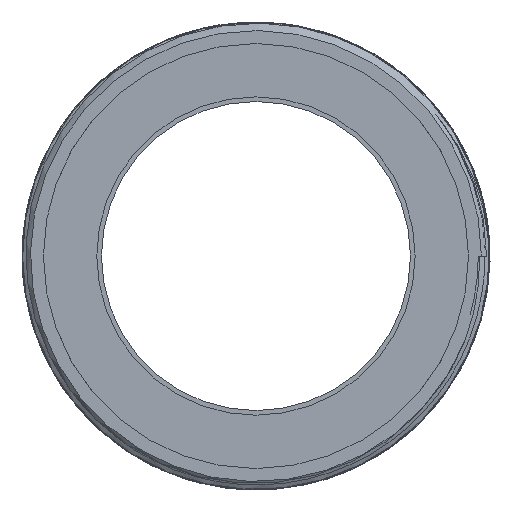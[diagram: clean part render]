
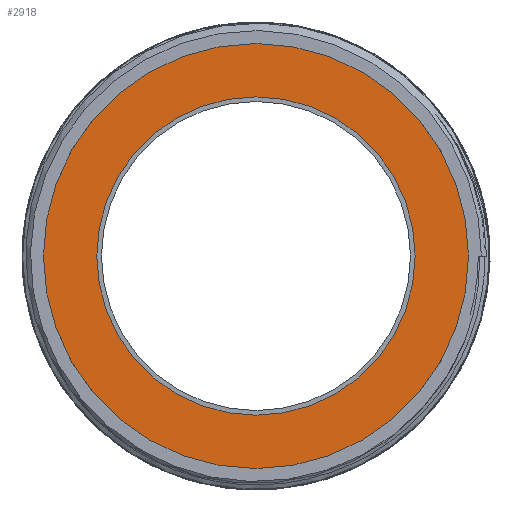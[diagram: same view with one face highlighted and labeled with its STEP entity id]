
A CAD part, left-side view. The second image highlights one B-rep face of the part: STEP entity #2918.
In plain terms, the highlighted planar face has unit normal (-1, 0, 0).
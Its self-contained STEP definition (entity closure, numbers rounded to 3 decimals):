
#1062 = AXIS2_PLACEMENT_3D ( 'NONE', #22354, #22627, #12802 ) ;
#2115 = VERTEX_POINT ( 'NONE', #27626 ) ;
#2918 = ADVANCED_FACE ( 'NONE', ( #38875, #11244 ), #29199, .T. ) ;
#3607 = CIRCLE ( 'NONE', #20167, 20.6 ) ;
#4593 = DIRECTION ( 'NONE',  ( 0., 0., 1. ) ) ;
#11244 = FACE_OUTER_BOUND ( 'NONE', #15194, .T. ) ;
#12802 = DIRECTION ( 'NONE',  ( 0., 0., 1. ) ) ;
#14139 = CARTESIAN_POINT ( 'NONE',  ( 0., 0., 0. ) ) ;
#14705 = CIRCLE ( 'NONE', #40346, 27.5 ) ;
#15194 = EDGE_LOOP ( 'NONE', ( #32687 ) ) ;
#19071 = ORIENTED_EDGE ( 'NONE', *, *, #25793, .F. ) ;
#19103 = DIRECTION ( 'NONE',  ( -1., 0., 0. ) ) ;
#20167 = AXIS2_PLACEMENT_3D ( 'NONE', #25695, #19103, #35246 ) ;
#20939 = EDGE_CURVE ( 'NONE', #26741, #26741, #14705, .T. ) ;
#22354 = CARTESIAN_POINT ( 'NONE',  ( 0., 0., 0. ) ) ;
#22627 = DIRECTION ( 'NONE',  ( -1., 0., 0. ) ) ;
#25695 = CARTESIAN_POINT ( 'NONE',  ( 0., 0., 0. ) ) ;
#25793 = EDGE_CURVE ( 'NONE', #2115, #2115, #3607, .T. ) ;
#26741 = VERTEX_POINT ( 'NONE', #36915 ) ;
#27626 = CARTESIAN_POINT ( 'NONE',  ( 0., 0., 20.6 ) ) ;
#29199 = PLANE ( 'NONE',  #1062 ) ;
#32687 = ORIENTED_EDGE ( 'NONE', *, *, #20939, .T. ) ;
#34090 = EDGE_LOOP ( 'NONE', ( #19071 ) ) ;
#35246 = DIRECTION ( 'NONE',  ( 0., 0., 1. ) ) ;
#36607 = DIRECTION ( 'NONE',  ( -1., 0., 0. ) ) ;
#36915 = CARTESIAN_POINT ( 'NONE',  ( 0., 0., 27.5 ) ) ;
#38875 = FACE_BOUND ( 'NONE', #34090, .T. ) ;
#40346 = AXIS2_PLACEMENT_3D ( 'NONE', #14139, #36607, #4593 ) ;
